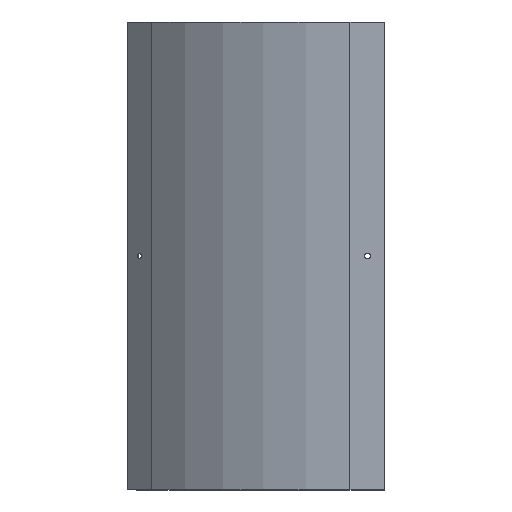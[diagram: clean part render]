
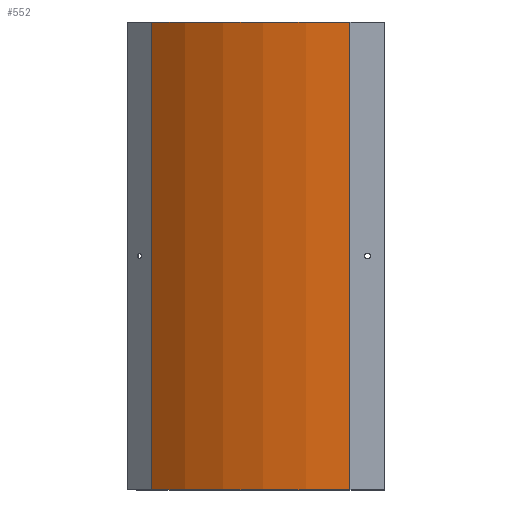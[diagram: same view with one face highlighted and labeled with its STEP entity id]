
A CAD part, left-side view. The second image highlights one B-rep face of the part: STEP entity #552.
In plain terms, the highlighted cylindrical face has radius 240.8 mm (diameter 481.6 mm), a partial arc.
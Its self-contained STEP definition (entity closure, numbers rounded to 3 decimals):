
#21 = VERTEX_POINT ( 'NONE', #569 ) ;
#50 = VERTEX_POINT ( 'NONE', #563 ) ;
#82 = ORIENTED_EDGE ( 'NONE', *, *, #491, .T. ) ;
#96 = ORIENTED_EDGE ( 'NONE', *, *, #507, .F. ) ;
#97 = ORIENTED_EDGE ( 'NONE', *, *, #494, .F. ) ;
#99 = ORIENTED_EDGE ( 'NONE', *, *, #481, .T. ) ;
#140 = VERTEX_POINT ( 'NONE', #556 ) ;
#151 = VERTEX_POINT ( 'NONE', #579 ) ;
#173 = VECTOR ( 'NONE', #354, 1000. ) ;
#175 = LINE ( 'NONE', #355, #173 ) ;
#209 = VECTOR ( 'NONE', #420, 1000. ) ;
#213 = LINE ( 'NONE', #336, #209 ) ;
#222 = CIRCLE ( 'NONE', #466, 240.8 ) ;
#227 = CIRCLE ( 'NONE', #471, 240.8 ) ;
#240 = EDGE_LOOP ( 'NONE', ( #99, #96, #97, #82 ) ) ;
#317 = CYLINDRICAL_SURFACE ( 'NONE', #519, 240.8 ) ;
#321 = FACE_OUTER_BOUND ( 'NONE', #240, .T. ) ;
#336 = CARTESIAN_POINT ( 'NONE',  ( -0.8, 30.048, -401.2 ) ) ;
#354 = DIRECTION ( 'NONE',  ( 0., 0., 1. ) ) ;
#355 = CARTESIAN_POINT ( 'NONE',  ( 69.729, 200.319, -401.2 ) ) ;
#400 = DIRECTION ( 'NONE',  ( 1., 0., 0. ) ) ;
#409 = DIRECTION ( 'NONE',  ( 1., 0., 0. ) ) ;
#410 = CARTESIAN_POINT ( 'NONE',  ( 240., 30.048, 0.8 ) ) ;
#412 = DIRECTION ( 'NONE',  ( 0., 0., -1. ) ) ;
#413 = CARTESIAN_POINT ( 'NONE',  ( 240., 30.048, -401.2 ) ) ;
#420 = DIRECTION ( 'NONE',  ( 0., 0., 1. ) ) ;
#429 = DIRECTION ( 'NONE',  ( 0., 0., -1. ) ) ;
#466 = AXIS2_PLACEMENT_3D ( 'NONE', #413, #412, #409 ) ;
#471 = AXIS2_PLACEMENT_3D ( 'NONE', #410, #429, #400 ) ;
#481 = EDGE_CURVE ( 'NONE', #21, #140, #227, .T. ) ;
#491 = EDGE_CURVE ( 'NONE', #50, #21, #213, .T. ) ;
#494 = EDGE_CURVE ( 'NONE', #50, #151, #222, .T. ) ;
#507 = EDGE_CURVE ( 'NONE', #151, #140, #175, .T. ) ;
#519 = AXIS2_PLACEMENT_3D ( 'NONE', #599, #600, #605 ) ;
#552 = ADVANCED_FACE ( 'NONE', ( #321 ), #317, .T. ) ;
#556 = CARTESIAN_POINT ( 'NONE',  ( 69.729, 200.319, 0.8 ) ) ;
#563 = CARTESIAN_POINT ( 'NONE',  ( -0.8, 30.048, -401.2 ) ) ;
#569 = CARTESIAN_POINT ( 'NONE',  ( -0.8, 30.048, 0.8 ) ) ;
#579 = CARTESIAN_POINT ( 'NONE',  ( 69.729, 200.319, -401.2 ) ) ;
#599 = CARTESIAN_POINT ( 'NONE',  ( 240., 30.048, -401.2 ) ) ;
#600 = DIRECTION ( 'NONE',  ( 0., 0., 1. ) ) ;
#605 = DIRECTION ( 'NONE',  ( 1., 0., 0. ) ) ;
